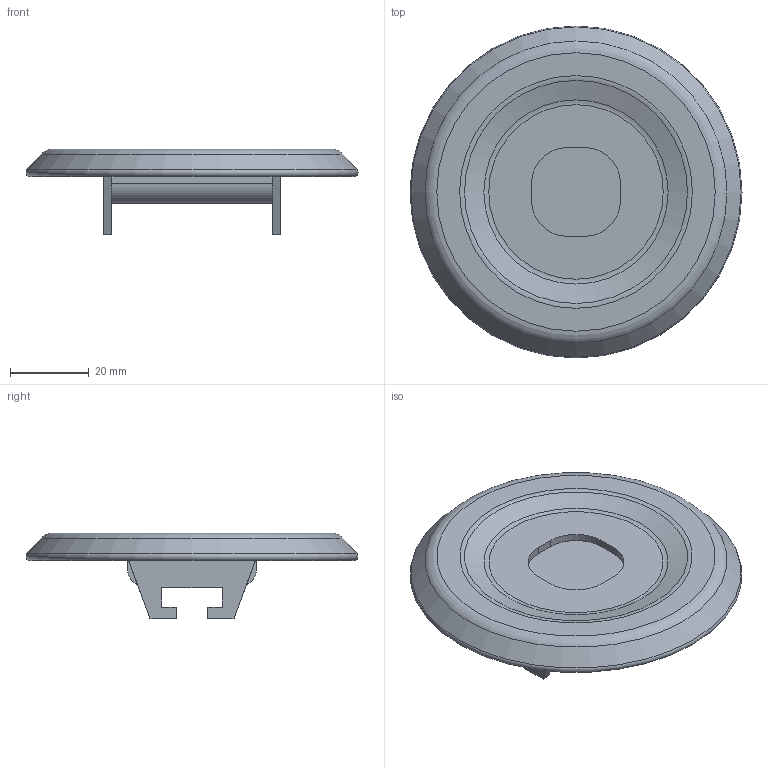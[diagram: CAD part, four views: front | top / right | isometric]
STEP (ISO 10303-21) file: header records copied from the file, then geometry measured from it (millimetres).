
FILE_DESCRIPTION(/* description */ ('Unknown'),/* implementation_level */ '2;1');
FILE_NAME(/* name */ 'SN 9400 RD',/* time_stamp */ '2020-08-27T13:26:33+02:00',/* author */ ('Unknown'),/* organization */ ('Unknown'),/* preprocessor_version */ 'ST-DEVELOPER v16.7',/* originating_system */ 'Solid Edge',/* authorisation */ 'Unknown');
FILE_SCHEMA (('AUTOMOTIVE_DESIGN {1 0 10303 214 3 1 1}'));
Length unit declared in the file: millimetre
Products named in the file (1): SN 9400 RD
Bounding box: 84.53 x 84.53 x 21.89 mm (x, y, z)
Volume: 25931.9 mm3; surface area: 14901.2 mm2
Topology: 1 solids, 1 shells, 68 faces, 177 edges, 115 vertices
Faces by surface type: plane 54, cylinder 6, cone 4, torus 4
Entity records: 2026 total; most frequent: CARTESIAN_POINT 369, ORIENTED_EDGE 330, DIRECTION 330, EDGE_CURVE 165, LINE 122, VECTOR 122, VERTEX_POINT 111, AXIS2_PLACEMENT_3D 104
